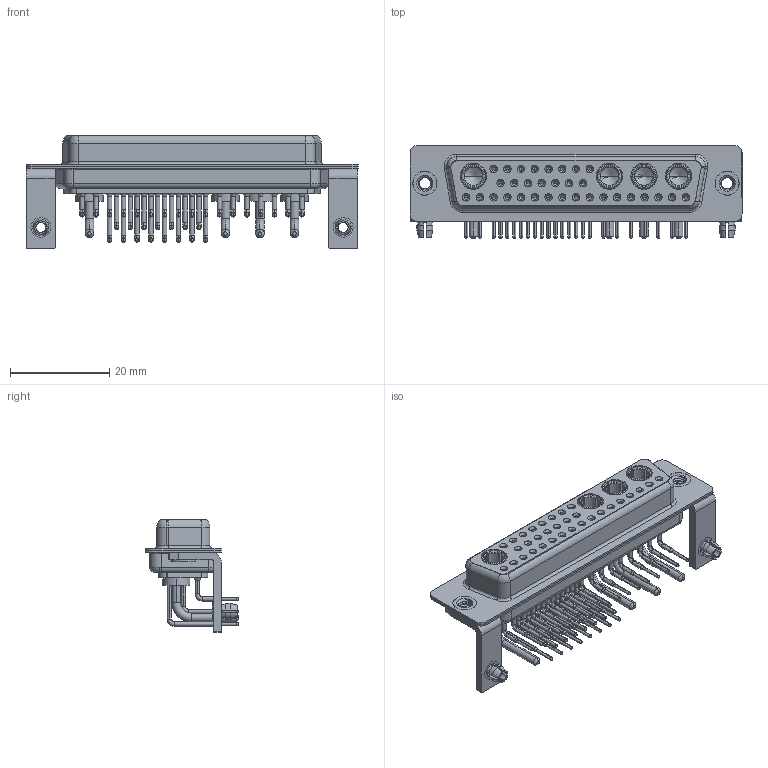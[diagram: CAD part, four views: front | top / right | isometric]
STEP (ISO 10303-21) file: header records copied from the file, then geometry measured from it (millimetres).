
FILE_DESCRIPTION (( 'STEP AP203' ), '1' );
FILE_NAME ('630-36W4240-1T3.STEP', '2022-06-09T06:03:39', ( '' ), ( '' ), 'SwSTEP 2.0', 'SolidWorks 2020', '' );
FILE_SCHEMA (( 'CONFIG_CONTROL_DESIGN' ));
Length unit declared in the file: millimetre
Products named in the file (11): 630Combo Stabilizer Bracket_50 Contacts; 630Combo Shell Front_50 Contacts; 630Combo Board Lock_50 Contacts; 630Combo Shell Rear_50 Contacts; 630Combo Threaded Rivet_3; 630Combo Contact Row 3; 630Combo Contact Row 2_50 Contacts; 630Combo Housing_36W4; 630Combo Contact Row 1_50 Contacts; 630-36W4240-1T3; Power Socket_10A RA 50
Assembly tree (45 placements, depth 2):
  630-36W4240-1T3
    630Combo Housing_36W4
    630Combo Shell Front_50 Contacts
    630Combo Shell Rear_50 Contacts
    630Combo Threaded Rivet_3  x2
    630Combo Stabilizer Bracket_50 Contacts  x2
    630Combo Board Lock_50 Contacts  x2
    Power Socket_10A RA 50  x4
    630Combo Contact Row 1_50 Contacts  x8
    630Combo Contact Row 2_50 Contacts  x7
    630Combo Contact Row 3  x17
Bounding box: 67 x 18.8 x 22.8 mm (x, y, z)
Volume: 7334.4 mm3; surface area: 16291.4 mm2
Topology: 49 solids, 49 shells, 2419 faces, 6179 edges, 3909 vertices
Faces by surface type: cylinder 1023, plane 731, cone 446, bspline 138, torus 81
Entity records: 31663 total; most frequent: CARTESIAN_POINT 6752, DIRECTION 5233, ORIENTED_EDGE 4444, EDGE_CURVE 2222, AXIS2_PLACEMENT_3D 2177, VERTEX_POINT 1424, CIRCLE 1204, EDGE_LOOP 1154
